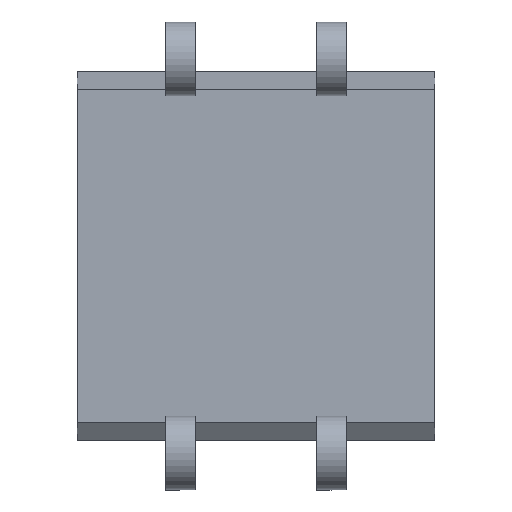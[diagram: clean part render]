
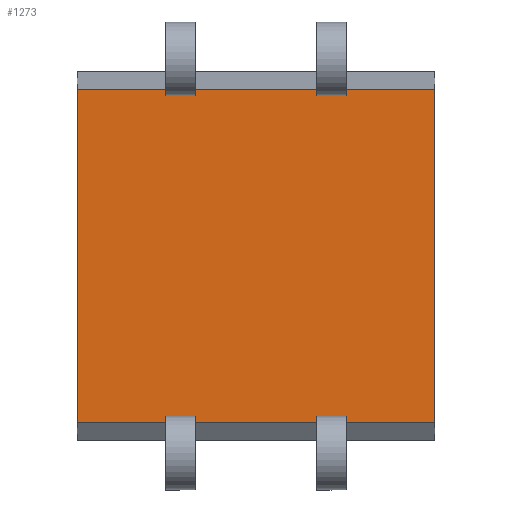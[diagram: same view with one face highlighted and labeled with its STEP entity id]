
A CAD part, front view. The second image highlights one B-rep face of the part: STEP entity #1273.
In plain terms, the highlighted planar face has unit normal (0, -1, 0).
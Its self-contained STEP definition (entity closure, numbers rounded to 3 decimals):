
#13 = LINE ( 'NONE', #574, #996 ) ;
#59 = CARTESIAN_POINT ( 'NONE',  ( -3.01, 0., 2.8 ) ) ;
#99 = CARTESIAN_POINT ( 'NONE',  ( 3.01, 0., -2.8 ) ) ;
#182 = EDGE_CURVE ( 'NONE', #1923, #1240, #13, .T. ) ;
#186 = VERTEX_POINT ( 'NONE', #1089 ) ;
#220 = EDGE_CURVE ( 'NONE', #1923, #326, #769, .T. ) ;
#246 = DIRECTION ( 'NONE',  ( 0., 0., -1. ) ) ;
#326 = VERTEX_POINT ( 'NONE', #99 ) ;
#456 = EDGE_LOOP ( 'NONE', ( #1439, #635, #1268, #1388 ) ) ;
#574 = CARTESIAN_POINT ( 'NONE',  ( -3.01, 0., 3.1 ) ) ;
#579 = CARTESIAN_POINT ( 'NONE',  ( -3.01, 0., -2.8 ) ) ;
#599 = DIRECTION ( 'NONE',  ( 0., -1., 0. ) ) ;
#635 = ORIENTED_EDGE ( 'NONE', *, *, #182, .F. ) ;
#725 = DIRECTION ( 'NONE',  ( 0., 0., 1. ) ) ;
#761 = FACE_OUTER_BOUND ( 'NONE', #456, .T. ) ;
#769 = LINE ( 'NONE', #1910, #2153 ) ;
#795 = CARTESIAN_POINT ( 'NONE',  ( -3.01, 0., 2.8 ) ) ;
#996 = VECTOR ( 'NONE', #725, 1000. ) ;
#1089 = CARTESIAN_POINT ( 'NONE',  ( 3.01, 0., 2.8 ) ) ;
#1138 = DIRECTION ( 'NONE',  ( 1., 0., 0. ) ) ;
#1240 = VERTEX_POINT ( 'NONE', #59 ) ;
#1268 = ORIENTED_EDGE ( 'NONE', *, *, #220, .T. ) ;
#1273 = ADVANCED_FACE ( 'NONE', ( #761 ), #2083, .T. ) ;
#1388 = ORIENTED_EDGE ( 'NONE', *, *, #1547, .F. ) ;
#1439 = ORIENTED_EDGE ( 'NONE', *, *, #1579, .F. ) ;
#1517 = VECTOR ( 'NONE', #2077, 1000. ) ;
#1547 = EDGE_CURVE ( 'NONE', #186, #326, #2066, .T. ) ;
#1555 = AXIS2_PLACEMENT_3D ( 'NONE', #1715, #599, #246 ) ;
#1579 = EDGE_CURVE ( 'NONE', #1240, #186, #1706, .T. ) ;
#1695 = CARTESIAN_POINT ( 'NONE',  ( 3.01, 0., 3.1 ) ) ;
#1706 = LINE ( 'NONE', #795, #1823 ) ;
#1715 = CARTESIAN_POINT ( 'NONE',  ( 0., 0., 0. ) ) ;
#1823 = VECTOR ( 'NONE', #1905, 1000. ) ;
#1905 = DIRECTION ( 'NONE',  ( 1., 0., 0. ) ) ;
#1910 = CARTESIAN_POINT ( 'NONE',  ( -3.01, 0., -2.8 ) ) ;
#1923 = VERTEX_POINT ( 'NONE', #579 ) ;
#2066 = LINE ( 'NONE', #1695, #1517 ) ;
#2077 = DIRECTION ( 'NONE',  ( 0., 0., -1. ) ) ;
#2083 = PLANE ( 'NONE',  #1555 ) ;
#2153 = VECTOR ( 'NONE', #1138, 1000. ) ;
